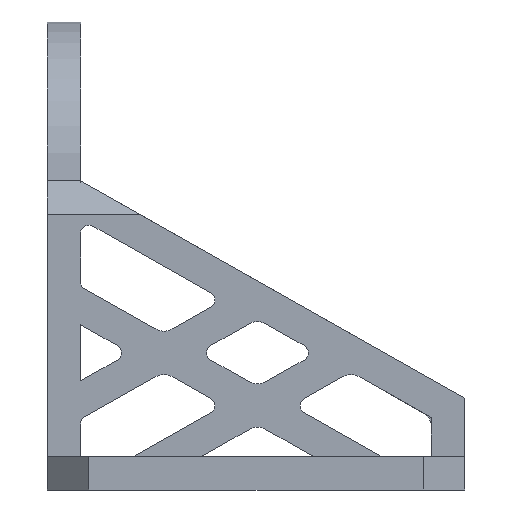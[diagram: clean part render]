
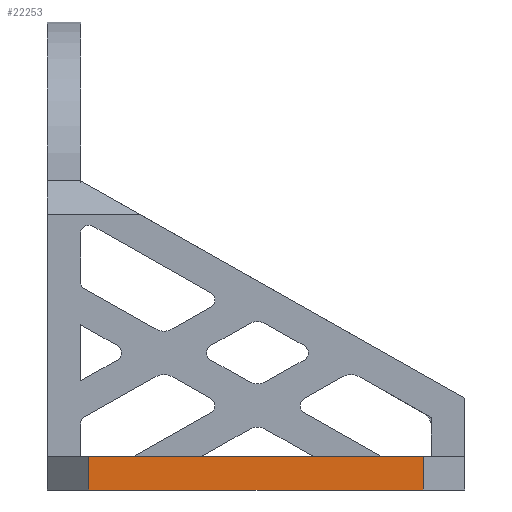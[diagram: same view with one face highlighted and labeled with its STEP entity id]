
A CAD part, left-side view. The second image highlights one B-rep face of the part: STEP entity #22253.
In plain terms, the highlighted planar face has unit normal (-1, 0, 0).
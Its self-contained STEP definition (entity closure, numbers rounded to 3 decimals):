
#44 = PLANE('',#45);
#45 = AXIS2_PLACEMENT_3D('',#46,#47,#48);
#46 = CARTESIAN_POINT('',(-35.,60.,4.));
#47 = DIRECTION('',(0.,0.,-1.));
#48 = DIRECTION('',(-1.,0.,0.));
#2643 = PLANE('',#2644);
#2644 = AXIS2_PLACEMENT_3D('',#2645,#2646,#2647);
#2645 = CARTESIAN_POINT('',(-35.,110.,0.));
#2646 = DIRECTION('',(0.,0.,1.));
#2647 = DIRECTION('',(0.,1.,0.));
#2918 = VERTEX_POINT('',#2919);
#2919 = CARTESIAN_POINT('',(-35.,105.,4.));
#2933 = PLANE('',#2934);
#2934 = AXIS2_PLACEMENT_3D('',#2935,#2936,#2937);
#2935 = CARTESIAN_POINT('',(-35.,105.,37.));
#2936 = DIRECTION('',(0.707,-0.707,0.
    ));
#2937 = DIRECTION('',(0.,0.,-1.));
#2945 = EDGE_CURVE('',#2946,#2918,#2948,.T.);
#2946 = VERTEX_POINT('',#2947);
#2947 = CARTESIAN_POINT('',(-35.,65.,4.));
#2948 = SURFACE_CURVE('',#2949,(#2953,#2960),.PCURVE_S1.);
#2949 = LINE('',#2950,#2951);
#2950 = CARTESIAN_POINT('',(-35.,60.,4.));
#2951 = VECTOR('',#2952,1.);
#2952 = DIRECTION('',(0.,1.,0.));
#2953 = PCURVE('',#44,#2954);
#2954 = DEFINITIONAL_REPRESENTATION('',(#2955),#2959);
#2955 = LINE('',#2956,#2957);
#2956 = CARTESIAN_POINT('',(0.,0.));
#2957 = VECTOR('',#2958,1.);
#2958 = DIRECTION('',(0.,1.));
#2959 = ( GEOMETRIC_REPRESENTATION_CONTEXT(2) 
PARAMETRIC_REPRESENTATION_CONTEXT() REPRESENTATION_CONTEXT('2D SPACE',''
  ) );
#2960 = PCURVE('',#2961,#2966);
#2961 = PLANE('',#2962);
#2962 = AXIS2_PLACEMENT_3D('',#2963,#2964,#2965);
#2963 = CARTESIAN_POINT('',(-35.,106.,37.));
#2964 = DIRECTION('',(-1.,0.,0.));
#2965 = DIRECTION('',(0.,0.,1.));
#2966 = DEFINITIONAL_REPRESENTATION('',(#2967),#2971);
#2967 = LINE('',#2968,#2969);
#2968 = CARTESIAN_POINT('',(-33.,-46.));
#2969 = VECTOR('',#2970,1.);
#2970 = DIRECTION('',(0.,1.));
#2971 = ( GEOMETRIC_REPRESENTATION_CONTEXT(2) 
PARAMETRIC_REPRESENTATION_CONTEXT() REPRESENTATION_CONTEXT('2D SPACE',''
  ) );
#2989 = PLANE('',#2990);
#2990 = AXIS2_PLACEMENT_3D('',#2991,#2992,#2993);
#2991 = CARTESIAN_POINT('',(-35.,65.,37.));
#2992 = DIRECTION('',(-0.707,-0.707,
    0.));
#2993 = DIRECTION('',(0.,0.,-1.));
#10356 = VERTEX_POINT('',#10357);
#10357 = CARTESIAN_POINT('',(-35.,65.,0.));
#10378 = EDGE_CURVE('',#10379,#10356,#10381,.T.);
#10379 = VERTEX_POINT('',#10380);
#10380 = CARTESIAN_POINT('',(-35.,105.,0.));
#10381 = SURFACE_CURVE('',#10382,(#10386,#10393),.PCURVE_S1.);
#10382 = LINE('',#10383,#10384);
#10383 = CARTESIAN_POINT('',(-35.,110.,0.));
#10384 = VECTOR('',#10385,1.);
#10385 = DIRECTION('',(0.,-1.,0.));
#10386 = PCURVE('',#2643,#10387);
#10387 = DEFINITIONAL_REPRESENTATION('',(#10388),#10392);
#10388 = LINE('',#10389,#10390);
#10389 = CARTESIAN_POINT('',(0.,0.));
#10390 = VECTOR('',#10391,1.);
#10391 = DIRECTION('',(-1.,0.));
#10392 = ( GEOMETRIC_REPRESENTATION_CONTEXT(2) 
PARAMETRIC_REPRESENTATION_CONTEXT() REPRESENTATION_CONTEXT('2D SPACE',''
  ) );
#10393 = PCURVE('',#2961,#10394);
#10394 = DEFINITIONAL_REPRESENTATION('',(#10395),#10399);
#10395 = LINE('',#10396,#10397);
#10396 = CARTESIAN_POINT('',(-37.,4.));
#10397 = VECTOR('',#10398,1.);
#10398 = DIRECTION('',(0.,-1.));
#10399 = ( GEOMETRIC_REPRESENTATION_CONTEXT(2) 
PARAMETRIC_REPRESENTATION_CONTEXT() REPRESENTATION_CONTEXT('2D SPACE',''
  ) );
#22253 = ADVANCED_FACE('',(#22254),#2961,.T.);
#22254 = FACE_BOUND('',#22255,.T.);
#22255 = EDGE_LOOP('',(#22256,#22257,#22278,#22279));
#22256 = ORIENTED_EDGE('',*,*,#10378,.T.);
#22257 = ORIENTED_EDGE('',*,*,#22258,.T.);
#22258 = EDGE_CURVE('',#10356,#2946,#22259,.T.);
#22259 = SURFACE_CURVE('',#22260,(#22264,#22271),.PCURVE_S1.);
#22260 = LINE('',#22261,#22262);
#22261 = CARTESIAN_POINT('',(-35.,65.,4.));
#22262 = VECTOR('',#22263,1.);
#22263 = DIRECTION('',(0.,0.,1.));
#22264 = PCURVE('',#2961,#22265);
#22265 = DEFINITIONAL_REPRESENTATION('',(#22266),#22270);
#22266 = LINE('',#22267,#22268);
#22267 = CARTESIAN_POINT('',(-33.,-41.));
#22268 = VECTOR('',#22269,1.);
#22269 = DIRECTION('',(1.,0.));
#22270 = ( GEOMETRIC_REPRESENTATION_CONTEXT(2) 
PARAMETRIC_REPRESENTATION_CONTEXT() REPRESENTATION_CONTEXT('2D SPACE',''
  ) );
#22271 = PCURVE('',#2989,#22272);
#22272 = DEFINITIONAL_REPRESENTATION('',(#22273),#22277);
#22273 = LINE('',#22274,#22275);
#22274 = CARTESIAN_POINT('',(33.,0.));
#22275 = VECTOR('',#22276,1.);
#22276 = DIRECTION('',(-1.,0.));
#22277 = ( GEOMETRIC_REPRESENTATION_CONTEXT(2) 
PARAMETRIC_REPRESENTATION_CONTEXT() REPRESENTATION_CONTEXT('2D SPACE',''
  ) );
#22278 = ORIENTED_EDGE('',*,*,#2945,.T.);
#22279 = ORIENTED_EDGE('',*,*,#22280,.T.);
#22280 = EDGE_CURVE('',#2918,#10379,#22281,.T.);
#22281 = SURFACE_CURVE('',#22282,(#22286,#22293),.PCURVE_S1.);
#22282 = LINE('',#22283,#22284);
#22283 = CARTESIAN_POINT('',(-35.,105.,37.));
#22284 = VECTOR('',#22285,1.);
#22285 = DIRECTION('',(0.,0.,-1.));
#22286 = PCURVE('',#2961,#22287);
#22287 = DEFINITIONAL_REPRESENTATION('',(#22288),#22292);
#22288 = LINE('',#22289,#22290);
#22289 = CARTESIAN_POINT('',(0.,-1.));
#22290 = VECTOR('',#22291,1.);
#22291 = DIRECTION('',(-1.,0.));
#22292 = ( GEOMETRIC_REPRESENTATION_CONTEXT(2) 
PARAMETRIC_REPRESENTATION_CONTEXT() REPRESENTATION_CONTEXT('2D SPACE',''
  ) );
#22293 = PCURVE('',#2933,#22294);
#22294 = DEFINITIONAL_REPRESENTATION('',(#22295),#22299);
#22295 = LINE('',#22296,#22297);
#22296 = CARTESIAN_POINT('',(0.,0.));
#22297 = VECTOR('',#22298,1.);
#22298 = DIRECTION('',(1.,0.));
#22299 = ( GEOMETRIC_REPRESENTATION_CONTEXT(2) 
PARAMETRIC_REPRESENTATION_CONTEXT() REPRESENTATION_CONTEXT('2D SPACE',''
  ) );
